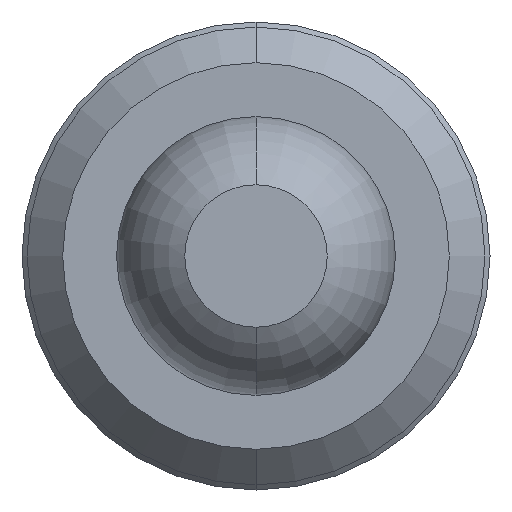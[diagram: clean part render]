
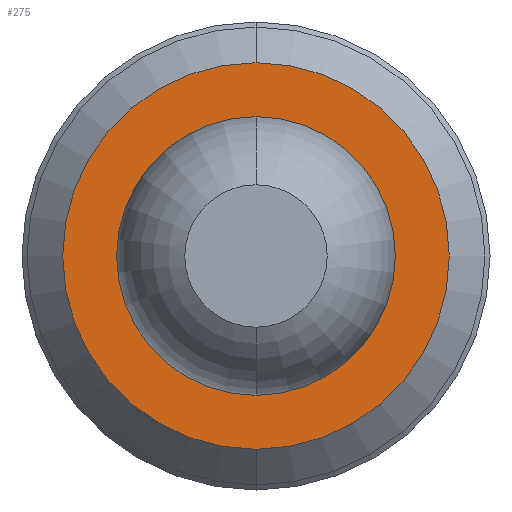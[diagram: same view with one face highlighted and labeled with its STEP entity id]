
A CAD part, front view. The second image highlights one B-rep face of the part: STEP entity #275.
In plain terms, the highlighted planar face has unit normal (0, -1, 0).
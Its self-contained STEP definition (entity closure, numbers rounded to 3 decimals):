
#163 = AXIS2_PLACEMENT_3D ( 'NONE', #364, #1663, #3714 ) ;
#217 = EDGE_CURVE ( 'Defeature ausgef�hrt4_3+Defeature ausgef�hrt4_6+Defeature ausgef�hrt4_6+Defeature ausgef�hrt4_6', #4838, #356, #4832, .T. ) ;
#275 = ADVANCED_FACE ( 'Defeature ausgef�hrt4_3', ( #3213, #2694 ), #4999, .T. ) ;
#295 = EDGE_CURVE ( 'Defeature ausgef�hrt4_3+Defeature ausgef�hrt4_6+Defeature ausgef�hrt4_6+Defeature ausgef�hrt4_6', #356, #4838, #1976, .T. ) ;
#328 = DIRECTION ( 'NONE',  ( 0., -1., 0. ) ) ;
#339 = CARTESIAN_POINT ( 'NONE',  ( 0., 6.4, -0.45 ) ) ;
#350 = DIRECTION ( 'NONE',  ( 0., 0., -1. ) ) ;
#356 = VERTEX_POINT ( 'NONE', #2968 ) ;
#364 = CARTESIAN_POINT ( 'NONE',  ( 0., 6.4, 0. ) ) ;
#770 = CIRCLE ( 'NONE', #2923, 0.45 ) ;
#867 = VERTEX_POINT ( 'NONE', #3672 ) ;
#1334 = CIRCLE ( 'NONE', #3482, 0.45 ) ;
#1408 = VERTEX_POINT ( 'NONE', #339 ) ;
#1442 = DIRECTION ( 'NONE',  ( 0., 0., -1. ) ) ;
#1454 = ORIENTED_EDGE ( 'NONE', *, *, #2679, .F. ) ;
#1663 = DIRECTION ( 'NONE',  ( 0., -1., 0. ) ) ;
#1976 = CIRCLE ( 'NONE', #4088, 0.95 ) ;
#2066 = CARTESIAN_POINT ( 'NONE',  ( 0.45, 6.4, 0. ) ) ;
#2117 = DIRECTION ( 'NONE',  ( 0., -1., 0. ) ) ;
#2155 = ORIENTED_EDGE ( 'NONE', *, *, #5086, .F. ) ;
#2521 = DIRECTION ( 'NONE',  ( 0., -1., 0. ) ) ;
#2679 = EDGE_CURVE ( 'Defeature ausgef�hrt4_2+Defeature ausgef�hrt4_3+Defeature ausgef�hrt4_3+Defeature ausgef�hrt4_3', #867, #1408, #1334, .T. ) ;
#2694 = FACE_BOUND ( 'NONE', #3067, .T. ) ;
#2865 = CARTESIAN_POINT ( 'NONE',  ( 0., 6.4, 0.95 ) ) ;
#2923 = AXIS2_PLACEMENT_3D ( 'NONE', #4821, #4361, #1442 ) ;
#2968 = CARTESIAN_POINT ( 'NONE',  ( 0., 6.4, -0.95 ) ) ;
#3067 = EDGE_LOOP ( 'NONE', ( #2155, #1454 ) ) ;
#3213 = FACE_OUTER_BOUND ( 'NONE', #3322, .T. ) ;
#3322 = EDGE_LOOP ( 'NONE', ( #4965, #4780 ) ) ;
#3482 = AXIS2_PLACEMENT_3D ( 'NONE', #3717, #328, #350 ) ;
#3543 = AXIS2_PLACEMENT_3D ( 'NONE', #2066, #2521, #4959 ) ;
#3672 = CARTESIAN_POINT ( 'NONE',  ( 0., 6.4, 0.45 ) ) ;
#3714 = DIRECTION ( 'NONE',  ( 0., 0., -1. ) ) ;
#3717 = CARTESIAN_POINT ( 'NONE',  ( 0., 6.4, 0. ) ) ;
#4088 = AXIS2_PLACEMENT_3D ( 'NONE', #4606, #2117, #5011 ) ;
#4361 = DIRECTION ( 'NONE',  ( 0., -1., 0. ) ) ;
#4606 = CARTESIAN_POINT ( 'NONE',  ( 0., 6.4, 0. ) ) ;
#4780 = ORIENTED_EDGE ( 'NONE', *, *, #295, .T. ) ;
#4821 = CARTESIAN_POINT ( 'NONE',  ( 0., 6.4, 0. ) ) ;
#4832 = CIRCLE ( 'NONE', #163, 0.95 ) ;
#4838 = VERTEX_POINT ( 'NONE', #2865 ) ;
#4959 = DIRECTION ( 'NONE',  ( 0., 0., -1. ) ) ;
#4965 = ORIENTED_EDGE ( 'NONE', *, *, #217, .T. ) ;
#4999 = PLANE ( 'NONE',  #3543 ) ;
#5011 = DIRECTION ( 'NONE',  ( 0., 0., -1. ) ) ;
#5086 = EDGE_CURVE ( 'Defeature ausgef�hrt4_2+Defeature ausgef�hrt4_3+Defeature ausgef�hrt4_3+Defeature ausgef�hrt4_3', #1408, #867, #770, .T. ) ;
